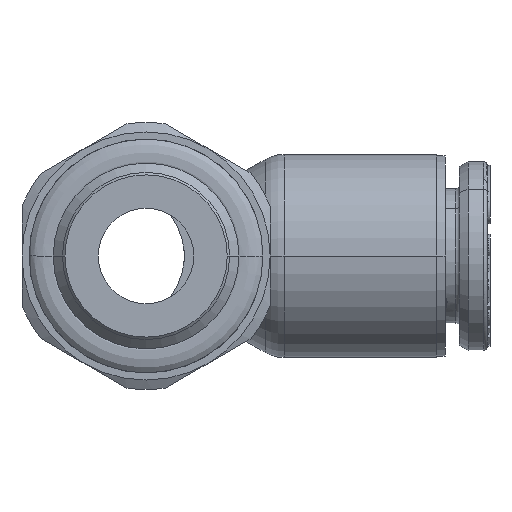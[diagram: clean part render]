
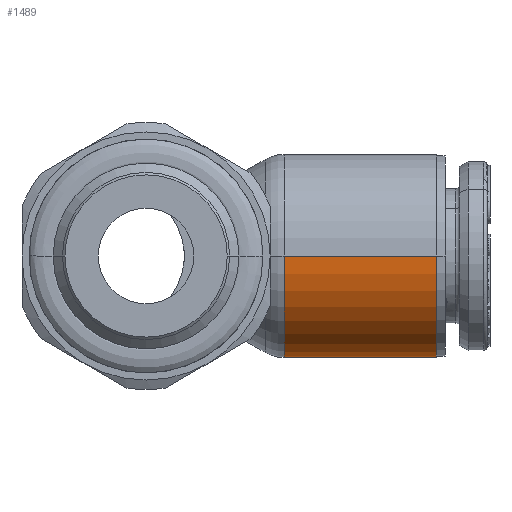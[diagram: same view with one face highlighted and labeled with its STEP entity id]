
A CAD part, left-side view. The second image highlights one B-rep face of the part: STEP entity #1489.
In plain terms, the highlighted cylindrical face has radius 5.325 mm (diameter 10.65 mm), a partial arc.
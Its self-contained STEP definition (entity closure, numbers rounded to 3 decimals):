
#1489=ADVANCED_FACE('',(#4071),#4072,.T.);
#4071=FACE_OUTER_BOUND('',#10444,.T.);
#4072=CYLINDRICAL_SURFACE('',#10445,5.325);
#10444=EDGE_LOOP('',(#20059,#20060,#20061,#20062));
#10445=AXIS2_PLACEMENT_3D('',#20063,#20064,#20065);
#20059=ORIENTED_EDGE('',*,*,#24743,.T.);
#20060=ORIENTED_EDGE('',*,*,#24745,.T.);
#20061=ORIENTED_EDGE('',*,*,#24746,.F.);
#20062=ORIENTED_EDGE('',*,*,#24747,.F.);
#20063=CARTESIAN_POINT('',(0.0,0.76,0.0));
#20064=DIRECTION('',(0.0,1.0,-0.0));
#20065=DIRECTION('',(-1.0,0.0,0.0));
#24743=EDGE_CURVE('',#30170,#30171,#30173,.T.);
#24745=EDGE_CURVE('',#30171,#30175,#30176,.T.);
#24746=EDGE_CURVE('',#30177,#30175,#30178,.T.);
#24747=EDGE_CURVE('',#30170,#30177,#30179,.T.);
#30170=VERTEX_POINT('',#41255);
#30171=VERTEX_POINT('',#41256);
#30173=CIRCLE('',#41258,5.325);
#30175=VERTEX_POINT('',#41260);
#30176=LINE('',#41261,#41262);
#30177=VERTEX_POINT('',#41263);
#30178=CIRCLE('',#41264,5.325);
#30179=LINE('',#41265,#41266);
#41255=CARTESIAN_POINT('',(5.325,-15.2,0.0));
#41256=CARTESIAN_POINT('',(-5.325,-15.2,0.0));
#41258=AXIS2_PLACEMENT_3D('',#46611,#46612,#46613);
#41260=CARTESIAN_POINT('',(-5.325,-7.236,0.0));
#41261=CARTESIAN_POINT('',(-5.325,-15.2,0.0));
#41262=VECTOR('',#46617,7.964);
#41263=CARTESIAN_POINT('',(5.325,-7.236,0.0));
#41264=AXIS2_PLACEMENT_3D('',#46618,#46619,#46620);
#41265=CARTESIAN_POINT('',(5.325,-15.2,0.0));
#41266=VECTOR('',#46621,7.964);
#46611=CARTESIAN_POINT('',(0.0,-15.2,0.0));
#46612=DIRECTION('',(-0.0,1.0,0.0));
#46613=DIRECTION('',(1.0,0.0,0.0));
#46617=DIRECTION('',(0.0,1.0,0.0));
#46618=CARTESIAN_POINT('',(0.0,-7.236,0.0));
#46619=DIRECTION('',(-0.0,1.0,0.0));
#46620=DIRECTION('',(1.0,0.0,0.0));
#46621=DIRECTION('',(0.0,1.0,0.0));
